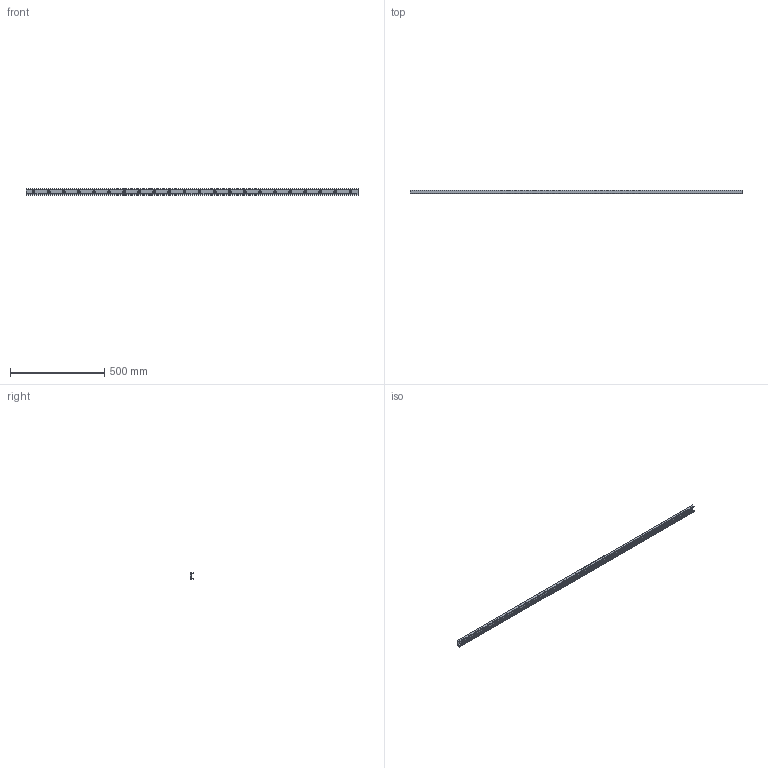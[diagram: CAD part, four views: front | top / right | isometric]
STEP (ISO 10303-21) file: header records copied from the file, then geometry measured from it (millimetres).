
FILE_DESCRIPTION((''),'2;1');
FILE_NAME('LCX 35-1760.C.stp','2016-04-28T09:03:02',('MRathmann'),(''),'Autodesk Inventor 2012','Autodesk Inventor 2012','');
FILE_SCHEMA(('CONFIG_CONTROL_DESIGN'));
Length unit declared in the file: millimetre
Products named in the file (1): LCX 35-1760.C
Bounding box: 1760 x 16.5 x 35 mm (x, y, z)
Volume: 379343.5 mm3; surface area: 226134.7 mm2
Topology: 1 solids, 1 shells, 94 faces, 298 edges, 206 vertices
Faces by surface type: cylinder 57, plane 37
Full cylindrical faces by diameter (mm): 8 x22, 15 x22
Entity records: 3464 total; most frequent: CARTESIAN_POINT 1105, DIRECTION 492, ORIENTED_EDGE 420, EDGE_CURVE 210, AXIS2_PLACEMENT_3D 209, EDGE_LOOP 182, VERTEX_POINT 162, CIRCLE 114
